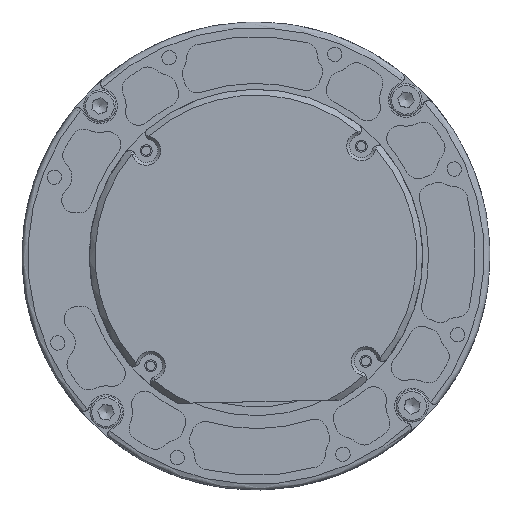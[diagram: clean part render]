
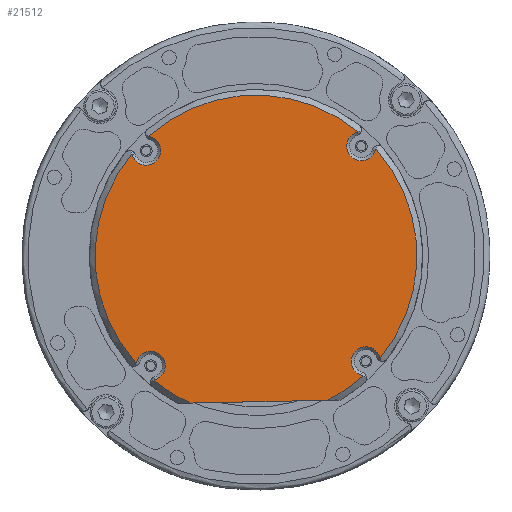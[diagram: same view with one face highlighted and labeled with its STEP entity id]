
A CAD part, left-side view. The second image highlights one B-rep face of the part: STEP entity #21512.
In plain terms, the highlighted planar face has unit normal (-1, 0, 0).
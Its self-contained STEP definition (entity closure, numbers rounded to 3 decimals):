
#1404=PLANE('',#24293);
#2584=FACE_OUTER_BOUND('',#3968,.T.);
#3968=EDGE_LOOP('',(#19940,#19941,#19942,#19943,#19944,#19945,#19946,#19947,
#19948,#19949,#19950,#19951,#19952,#19953,#19954,#19955,#19956,#19957));
#5449=LINE('',#38012,#6932);
#6932=VECTOR('',#31134,10.);
#8473=CIRCLE('',#24272,27.5);
#8485=CIRCLE('',#24294,0.5);
#8486=CIRCLE('',#24295,2.5);
#8487=CIRCLE('',#24296,0.5);
#8488=CIRCLE('',#24297,27.5);
#8489=CIRCLE('',#24298,0.5);
#8490=CIRCLE('',#24299,2.5);
#8491=CIRCLE('',#24300,0.5);
#8492=CIRCLE('',#24301,27.5);
#8493=CIRCLE('',#24302,0.5);
#8494=CIRCLE('',#24303,2.5);
#8495=CIRCLE('',#24304,0.5);
#8496=CIRCLE('',#24305,27.5);
#8497=CIRCLE('',#24306,0.5);
#8498=CIRCLE('',#24307,2.5);
#8499=CIRCLE('',#24308,0.5);
#8500=CIRCLE('',#24309,27.5);
#10541=VERTEX_POINT('',#37992);
#10542=VERTEX_POINT('',#37999);
#10545=VERTEX_POINT('',#38011);
#10565=VERTEX_POINT('',#38070);
#10566=VERTEX_POINT('',#38072);
#10567=VERTEX_POINT('',#38074);
#10568=VERTEX_POINT('',#38076);
#10569=VERTEX_POINT('',#38078);
#10570=VERTEX_POINT('',#38080);
#10571=VERTEX_POINT('',#38082);
#10572=VERTEX_POINT('',#38084);
#10573=VERTEX_POINT('',#38086);
#10574=VERTEX_POINT('',#38088);
#10575=VERTEX_POINT('',#38090);
#10576=VERTEX_POINT('',#38092);
#10577=VERTEX_POINT('',#38094);
#10578=VERTEX_POINT('',#38096);
#10579=VERTEX_POINT('',#38098);
#13671=EDGE_CURVE('',#10542,#10541,#8473,.T.);
#13676=EDGE_CURVE('',#10542,#10545,#5449,.T.);
#13705=EDGE_CURVE('',#10541,#10565,#8485,.T.);
#13706=EDGE_CURVE('',#10565,#10566,#8486,.T.);
#13707=EDGE_CURVE('',#10566,#10567,#8487,.T.);
#13708=EDGE_CURVE('',#10567,#10568,#8488,.T.);
#13709=EDGE_CURVE('',#10568,#10569,#8489,.T.);
#13710=EDGE_CURVE('',#10569,#10570,#8490,.T.);
#13711=EDGE_CURVE('',#10570,#10571,#8491,.T.);
#13712=EDGE_CURVE('',#10571,#10572,#8492,.T.);
#13713=EDGE_CURVE('',#10572,#10573,#8493,.T.);
#13714=EDGE_CURVE('',#10573,#10574,#8494,.T.);
#13715=EDGE_CURVE('',#10574,#10575,#8495,.T.);
#13716=EDGE_CURVE('',#10575,#10576,#8496,.T.);
#13717=EDGE_CURVE('',#10576,#10577,#8497,.T.);
#13718=EDGE_CURVE('',#10577,#10578,#8498,.T.);
#13719=EDGE_CURVE('',#10578,#10579,#8499,.T.);
#13720=EDGE_CURVE('',#10579,#10545,#8500,.T.);
#19940=ORIENTED_EDGE('',*,*,#13676,.F.);
#19941=ORIENTED_EDGE('',*,*,#13671,.T.);
#19942=ORIENTED_EDGE('',*,*,#13705,.T.);
#19943=ORIENTED_EDGE('',*,*,#13706,.T.);
#19944=ORIENTED_EDGE('',*,*,#13707,.T.);
#19945=ORIENTED_EDGE('',*,*,#13708,.T.);
#19946=ORIENTED_EDGE('',*,*,#13709,.T.);
#19947=ORIENTED_EDGE('',*,*,#13710,.T.);
#19948=ORIENTED_EDGE('',*,*,#13711,.T.);
#19949=ORIENTED_EDGE('',*,*,#13712,.T.);
#19950=ORIENTED_EDGE('',*,*,#13713,.T.);
#19951=ORIENTED_EDGE('',*,*,#13714,.T.);
#19952=ORIENTED_EDGE('',*,*,#13715,.T.);
#19953=ORIENTED_EDGE('',*,*,#13716,.T.);
#19954=ORIENTED_EDGE('',*,*,#13717,.T.);
#19955=ORIENTED_EDGE('',*,*,#13718,.T.);
#19956=ORIENTED_EDGE('',*,*,#13719,.T.);
#19957=ORIENTED_EDGE('',*,*,#13720,.T.);
#21512=ADVANCED_FACE('',(#2584),#1404,.T.);
#24272=AXIS2_PLACEMENT_3D('',#38000,#31125,#31126);
#24293=AXIS2_PLACEMENT_3D('',#38069,#31187,#31188);
#24294=AXIS2_PLACEMENT_3D('',#38071,#31189,#31190);
#24295=AXIS2_PLACEMENT_3D('',#38073,#31191,#31192);
#24296=AXIS2_PLACEMENT_3D('',#38075,#31193,#31194);
#24297=AXIS2_PLACEMENT_3D('',#38077,#31195,#31196);
#24298=AXIS2_PLACEMENT_3D('',#38079,#31197,#31198);
#24299=AXIS2_PLACEMENT_3D('',#38081,#31199,#31200);
#24300=AXIS2_PLACEMENT_3D('',#38083,#31201,#31202);
#24301=AXIS2_PLACEMENT_3D('',#38085,#31203,#31204);
#24302=AXIS2_PLACEMENT_3D('',#38087,#31205,#31206);
#24303=AXIS2_PLACEMENT_3D('',#38089,#31207,#31208);
#24304=AXIS2_PLACEMENT_3D('',#38091,#31209,#31210);
#24305=AXIS2_PLACEMENT_3D('',#38093,#31211,#31212);
#24306=AXIS2_PLACEMENT_3D('',#38095,#31213,#31214);
#24307=AXIS2_PLACEMENT_3D('',#38097,#31215,#31216);
#24308=AXIS2_PLACEMENT_3D('',#38099,#31217,#31218);
#24309=AXIS2_PLACEMENT_3D('',#38100,#31219,#31220);
#31125=DIRECTION('center_axis',(-1.,0.,0.));
#31126=DIRECTION('ref_axis',(0.,0.,-1.));
#31134=DIRECTION('',(0.,-1.,0.));
#31187=DIRECTION('center_axis',(-1.,0.,0.));
#31188=DIRECTION('ref_axis',(0.,0.,1.));
#31189=DIRECTION('center_axis',(-1.,0.,0.));
#31190=DIRECTION('ref_axis',(0.,0.,1.));
#31191=DIRECTION('center_axis',(1.,0.,0.));
#31192=DIRECTION('ref_axis',(0.,0.,1.));
#31193=DIRECTION('center_axis',(-1.,0.,0.));
#31194=DIRECTION('ref_axis',(0.,0.,1.));
#31195=DIRECTION('center_axis',(-1.,0.,0.));
#31196=DIRECTION('ref_axis',(0.,0.,-1.));
#31197=DIRECTION('center_axis',(-1.,0.,0.));
#31198=DIRECTION('ref_axis',(0.,0.,1.));
#31199=DIRECTION('center_axis',(1.,0.,0.));
#31200=DIRECTION('ref_axis',(0.,0.,1.));
#31201=DIRECTION('center_axis',(-1.,0.,0.));
#31202=DIRECTION('ref_axis',(0.,0.,1.));
#31203=DIRECTION('center_axis',(-1.,0.,0.));
#31204=DIRECTION('ref_axis',(0.,0.,-1.));
#31205=DIRECTION('center_axis',(-1.,0.,0.));
#31206=DIRECTION('ref_axis',(0.,0.,1.));
#31207=DIRECTION('center_axis',(1.,0.,0.));
#31208=DIRECTION('ref_axis',(0.,0.,1.));
#31209=DIRECTION('center_axis',(-1.,0.,0.));
#31210=DIRECTION('ref_axis',(0.,0.,1.));
#31211=DIRECTION('center_axis',(-1.,0.,0.));
#31212=DIRECTION('ref_axis',(0.,0.,-1.));
#31213=DIRECTION('center_axis',(-1.,0.,0.));
#31214=DIRECTION('ref_axis',(0.,0.,1.));
#31215=DIRECTION('center_axis',(1.,0.,0.));
#31216=DIRECTION('ref_axis',(0.,0.,1.));
#31217=DIRECTION('center_axis',(-1.,0.,0.));
#31218=DIRECTION('ref_axis',(0.,0.,1.));
#31219=DIRECTION('center_axis',(-1.,0.,0.));
#31220=DIRECTION('ref_axis',(0.,0.,-1.));
#37992=CARTESIAN_POINT('',(951.494,1272.841,20.92));
#37999=CARTESIAN_POINT('',(951.494,1266.663,24.9));
#38000=CARTESIAN_POINT('Origin',(951.494,1254.991,0.));
#38011=CARTESIAN_POINT('',(951.494,1243.319,24.9));
#38012=CARTESIAN_POINT('',(951.494,1277.698,24.9));
#38069=CARTESIAN_POINT('Origin',(951.494,1282.491,0.));
#38070=CARTESIAN_POINT('',(951.494,1272.61,20.765));
#38071=CARTESIAN_POINT('Origin',(951.494,1272.457,21.241));
#38072=CARTESIAN_POINT('',(951.494,1275.756,17.62));
#38073=CARTESIAN_POINT('Origin',(951.494,1273.376,18.385));
#38074=CARTESIAN_POINT('',(951.494,1275.911,17.85));
#38075=CARTESIAN_POINT('Origin',(951.494,1276.232,17.467));
#38076=CARTESIAN_POINT('',(951.494,1275.911,-17.85));
#38077=CARTESIAN_POINT('Origin',(951.494,1254.991,0.));
#38078=CARTESIAN_POINT('',(951.494,1275.756,-17.62));
#38079=CARTESIAN_POINT('Origin',(951.494,1276.232,-17.467));
#38080=CARTESIAN_POINT('',(951.494,1272.61,-20.765));
#38081=CARTESIAN_POINT('Origin',(951.494,1273.376,-18.385));
#38082=CARTESIAN_POINT('',(951.494,1272.841,-20.92));
#38083=CARTESIAN_POINT('Origin',(951.494,1272.457,-21.241));
#38084=CARTESIAN_POINT('',(951.494,1237.141,-20.92));
#38085=CARTESIAN_POINT('Origin',(951.494,1254.991,0.));
#38086=CARTESIAN_POINT('',(951.494,1237.371,-20.765));
#38087=CARTESIAN_POINT('Origin',(951.494,1237.524,-21.241));
#38088=CARTESIAN_POINT('',(951.494,1234.226,-17.62));
#38089=CARTESIAN_POINT('Origin',(951.494,1236.606,-18.385));
#38090=CARTESIAN_POINT('',(951.494,1234.071,-17.85));
#38091=CARTESIAN_POINT('Origin',(951.494,1233.75,-17.467));
#38092=CARTESIAN_POINT('',(951.494,1234.071,17.85));
#38093=CARTESIAN_POINT('Origin',(951.494,1254.991,0.));
#38094=CARTESIAN_POINT('',(951.494,1234.226,17.62));
#38095=CARTESIAN_POINT('Origin',(951.494,1233.75,17.467));
#38096=CARTESIAN_POINT('',(951.494,1237.371,20.765));
#38097=CARTESIAN_POINT('Origin',(951.494,1236.606,18.385));
#38098=CARTESIAN_POINT('',(951.494,1237.141,20.92));
#38099=CARTESIAN_POINT('Origin',(951.494,1237.524,21.241));
#38100=CARTESIAN_POINT('Origin',(951.494,1254.991,0.));
